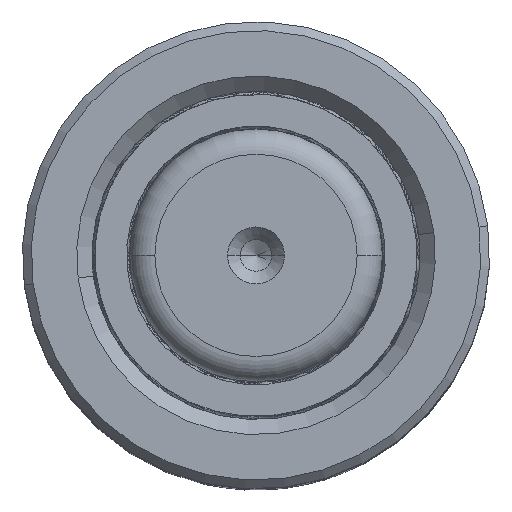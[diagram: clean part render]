
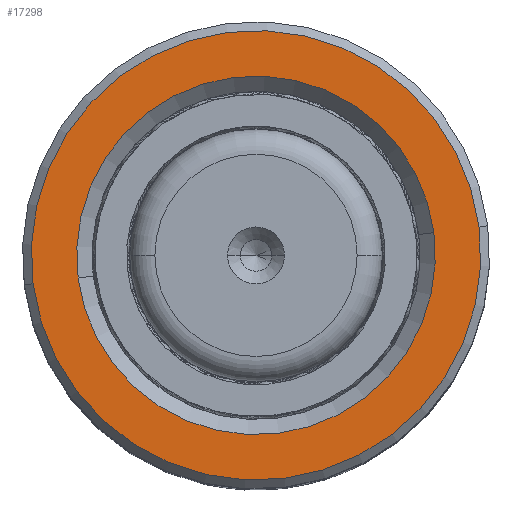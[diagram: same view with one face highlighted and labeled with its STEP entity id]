
A CAD part, top view. The second image highlights one B-rep face of the part: STEP entity #17298.
In plain terms, the highlighted planar face has unit normal (0, 0, 1).
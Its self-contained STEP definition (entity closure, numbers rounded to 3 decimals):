
#218 = CARTESIAN_POINT ( 'NONE',  ( 0., 0., 60. ) ) ;
#2982 = VERTEX_POINT ( 'NONE', #24778 ) ;
#3035 = DIRECTION ( 'NONE',  ( 1., 0., 0. ) ) ;
#4682 = EDGE_CURVE ( 'NONE', #11415, #6067, #5784, .T. ) ;
#5467 = EDGE_CURVE ( 'NONE', #6067, #11415, #35737, .T. ) ;
#5784 = CIRCLE ( 'NONE', #32300, 17.8 ) ;
#6067 = VERTEX_POINT ( 'NONE', #8658 ) ;
#6649 = DIRECTION ( 'NONE',  ( 0., 0., 1. ) ) ;
#7425 = CIRCLE ( 'NONE', #25795, 14.2 ) ;
#7437 = AXIS2_PLACEMENT_3D ( 'NONE', #10570, #7521, #27210 ) ;
#7521 = DIRECTION ( 'NONE',  ( 0., 0., 1. ) ) ;
#7865 = VERTEX_POINT ( 'NONE', #10749 ) ;
#8293 = EDGE_LOOP ( 'NONE', ( #24201, #11941 ) ) ;
#8658 = CARTESIAN_POINT ( 'NONE',  ( 17.8, 0., 60. ) ) ;
#9124 = FACE_BOUND ( 'NONE', #11711, .T. ) ;
#10570 = CARTESIAN_POINT ( 'NONE',  ( 0., 0., 60. ) ) ;
#10749 = CARTESIAN_POINT ( 'NONE',  ( -14.2, 0., 60. ) ) ;
#11415 = VERTEX_POINT ( 'NONE', #23993 ) ;
#11711 = EDGE_LOOP ( 'NONE', ( #24862, #11955 ) ) ;
#11941 = ORIENTED_EDGE ( 'NONE', *, *, #5467, .T. ) ;
#11955 = ORIENTED_EDGE ( 'NONE', *, *, #34066, .T. ) ;
#12153 = DIRECTION ( 'NONE',  ( 0., 0., 1. ) ) ;
#12519 = CARTESIAN_POINT ( 'NONE',  ( 0., 0., 60. ) ) ;
#12597 = CIRCLE ( 'NONE', #26759, 14.2 ) ;
#16014 = DIRECTION ( 'NONE',  ( 0., 0., -1. ) ) ;
#16043 = EDGE_CURVE ( 'NONE', #2982, #7865, #12597, .T. ) ;
#16153 = FACE_OUTER_BOUND ( 'NONE', #8293, .T. ) ;
#17298 = ADVANCED_FACE ( 'NONE', ( #16153, #9124 ), #30159, .T. ) ;
#19075 = DIRECTION ( 'NONE',  ( 1., 0., 0. ) ) ;
#23075 = DIRECTION ( 'NONE',  ( 0., 0., -1. ) ) ;
#23993 = CARTESIAN_POINT ( 'NONE',  ( -17.8, 0., 60. ) ) ;
#24201 = ORIENTED_EDGE ( 'NONE', *, *, #4682, .T. ) ;
#24756 = AXIS2_PLACEMENT_3D ( 'NONE', #12519, #12153, #31895 ) ;
#24778 = CARTESIAN_POINT ( 'NONE',  ( 14.2, 0., 60. ) ) ;
#24862 = ORIENTED_EDGE ( 'NONE', *, *, #16043, .T. ) ;
#25795 = AXIS2_PLACEMENT_3D ( 'NONE', #218, #23075, #3035 ) ;
#26334 = DIRECTION ( 'NONE',  ( 1., 0., 0. ) ) ;
#26588 = CARTESIAN_POINT ( 'NONE',  ( 0., 0., 60. ) ) ;
#26759 = AXIS2_PLACEMENT_3D ( 'NONE', #33007, #16014, #19075 ) ;
#27210 = DIRECTION ( 'NONE',  ( 1., 0., 0. ) ) ;
#30159 = PLANE ( 'NONE',  #7437 ) ;
#31895 = DIRECTION ( 'NONE',  ( 1., 0., 0. ) ) ;
#32300 = AXIS2_PLACEMENT_3D ( 'NONE', #26588, #6649, #26334 ) ;
#33007 = CARTESIAN_POINT ( 'NONE',  ( 0., 0., 60. ) ) ;
#34066 = EDGE_CURVE ( 'NONE', #7865, #2982, #7425, .T. ) ;
#35737 = CIRCLE ( 'NONE', #24756, 17.8 ) ;
